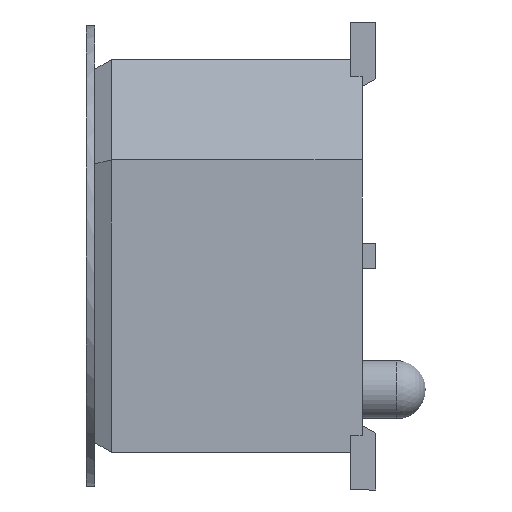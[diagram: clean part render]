
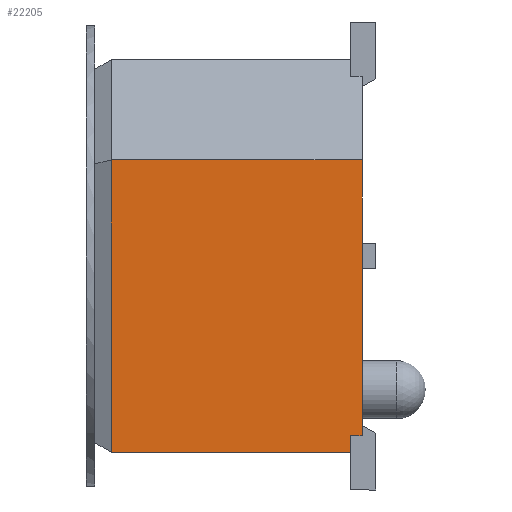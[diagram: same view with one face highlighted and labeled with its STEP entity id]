
A CAD part, left-side view. The second image highlights one B-rep face of the part: STEP entity #22205.
In plain terms, the highlighted face is planar.
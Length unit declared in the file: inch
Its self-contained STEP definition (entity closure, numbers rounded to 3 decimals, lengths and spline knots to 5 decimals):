
#5595=ORIENTED_EDGE('',*,*,#9525,.F.);
#5596=ORIENTED_EDGE('',*,*,#9099,.T.);
#5597=ORIENTED_EDGE('',*,*,#9526,.F.);
#5598=ORIENTED_EDGE('',*,*,#9527,.F.);
#5599=ORIENTED_EDGE('',*,*,#9523,.T.);
#5600=ORIENTED_EDGE('',*,*,#9528,.F.);
#9099=EDGE_CURVE('',#11491,#11490,#14341,.T.);
#9523=EDGE_CURVE('',#11874,#11873,#14763,.T.);
#9525=EDGE_CURVE('',#11491,#11875,#14765,.T.);
#9526=EDGE_CURVE('',#11876,#11490,#14766,.T.);
#9527=EDGE_CURVE('',#11874,#11876,#14767,.T.);
#9528=EDGE_CURVE('',#11875,#11873,#14768,.T.);
#11490=VERTEX_POINT('',#35979);
#11491=VERTEX_POINT('',#35981);
#11873=VERTEX_POINT('',#36835);
#11874=VERTEX_POINT('',#36837);
#11875=VERTEX_POINT('',#36841);
#11876=VERTEX_POINT('',#36843);
#14341=LINE('',#35980,#17443);
#14763=LINE('',#36836,#17865);
#14765=LINE('',#36840,#17867);
#14766=LINE('',#36842,#17868);
#14767=LINE('',#36844,#17869);
#14768=LINE('',#36845,#17870);
#17443=VECTOR('',#29724,39.37008);
#17865=VECTOR('',#30248,39.37008);
#17867=VECTOR('',#30252,39.37008);
#17868=VECTOR('',#30253,39.37008);
#17869=VECTOR('',#30254,39.37008);
#17870=VECTOR('',#30255,39.37008);
#19001=EDGE_LOOP('',(#5595,#5596,#5597,#5598,#5599,#5600));
#20089=FACE_BOUND('',#19001,.T.);
#21130=PLANE('',#25261);
#22205=ADVANCED_FACE('',(#20089),#21130,.F.);
#25261=AXIS2_PLACEMENT_3D('',#36839,#30250,#30251);
#29724=DIRECTION('',(0.,0.,-1.));
#30248=DIRECTION('',(0.,-1.,0.));
#30250=DIRECTION('',(-1.,0.,0.));
#30251=DIRECTION('',(0.,0.,1.));
#30252=DIRECTION('',(0.,1.,0.));
#30253=DIRECTION('',(0.,-1.,0.));
#30254=DIRECTION('',(0.,0.,-1.));
#30255=DIRECTION('',(0.,0.,1.));
#35979=CARTESIAN_POINT('',(0.39375,0.,-0.0575));
#35980=CARTESIAN_POINT('',(0.39375,0.,0.1175));
#35981=CARTESIAN_POINT('',(0.39375,0.,0.1075));
#36835=CARTESIAN_POINT('',(0.39375,0.007,0.1175));
#36836=CARTESIAN_POINT('',(0.39375,0.15,0.1175));
#36837=CARTESIAN_POINT('',(0.39375,0.15,0.1175));
#36839=CARTESIAN_POINT('',(0.39375,0.15,0.1175));
#36840=CARTESIAN_POINT('',(0.39375,0.15,0.1075));
#36841=CARTESIAN_POINT('',(0.39375,0.007,0.1075));
#36842=CARTESIAN_POINT('',(0.39375,0.15,-0.0575));
#36843=CARTESIAN_POINT('',(0.39375,0.15,-0.0575));
#36844=CARTESIAN_POINT('',(0.39375,0.15,0.1175));
#36845=CARTESIAN_POINT('',(0.39375,0.007,0.1175));
